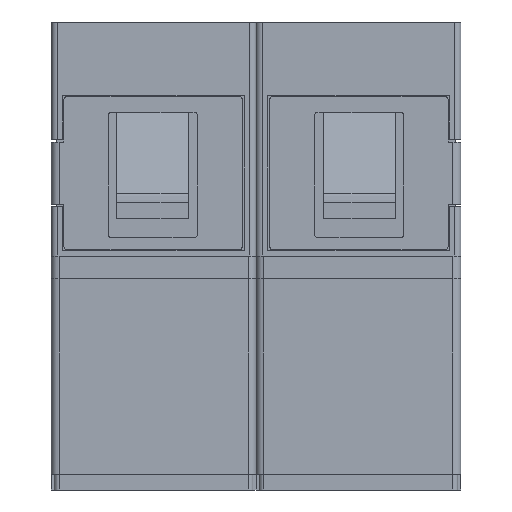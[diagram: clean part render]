
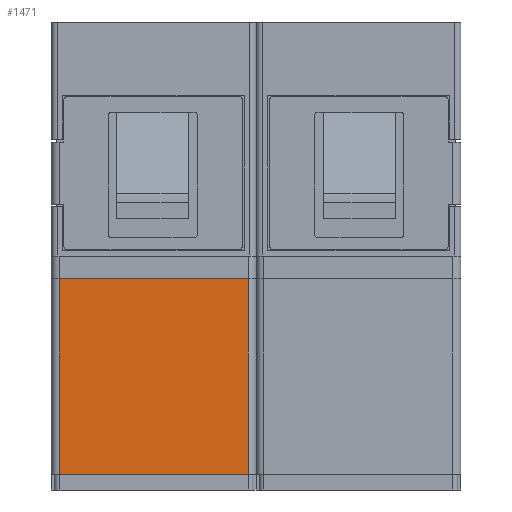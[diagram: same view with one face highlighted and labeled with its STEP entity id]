
A CAD part, front view. The second image highlights one B-rep face of the part: STEP entity #1471.
In plain terms, the highlighted planar face has unit normal (0, -1, 0).
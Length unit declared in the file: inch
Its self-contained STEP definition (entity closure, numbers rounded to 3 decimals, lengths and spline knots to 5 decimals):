
#597 = EDGE_CURVE ( 'NONE', #12929, #13293, #18046, .T. ) ;
#726 = ORIENTED_EDGE ( 'NONE', *, *, #14624, .F. ) ;
#760 = VECTOR ( 'NONE', #9327, 39.37008 ) ;
#840 = DIRECTION ( 'NONE',  ( 0., 0., -1. ) ) ;
#1106 = ORIENTED_EDGE ( 'NONE', *, *, #597, .T. ) ;
#1246 = EDGE_LOOP ( 'NONE', ( #27469, #726, #1106, #26517 ) ) ;
#1471 = ADVANCED_FACE ( 'NONE', ( #10145 ), #5699, .T. ) ;
#2299 = CARTESIAN_POINT ( 'NONE',  ( -0.23327, -0.22047, 0. ) ) ;
#2719 = EDGE_CURVE ( 'NONE', #7714, #13293, #11346, .T. ) ;
#3329 = DIRECTION ( 'NONE',  ( 0., 0., 1. ) ) ;
#5617 = DIRECTION ( 'NONE',  ( -1., 0., 0. ) ) ;
#5699 = PLANE ( 'NONE',  #24354 ) ;
#6397 = CARTESIAN_POINT ( 'NONE',  ( 0.23327, -0.22047, 0. ) ) ;
#6511 = VERTEX_POINT ( 'NONE', #29616 ) ;
#7708 = CARTESIAN_POINT ( 'NONE',  ( -0.23327, -0.22047, -0.0567 ) ) ;
#7714 = VERTEX_POINT ( 'NONE', #7708 ) ;
#9327 = DIRECTION ( 'NONE',  ( 0., 0., -1. ) ) ;
#9982 = CARTESIAN_POINT ( 'NONE',  ( 0., -0.22047, 0. ) ) ;
#10145 = FACE_OUTER_BOUND ( 'NONE', #1246, .T. ) ;
#11346 = LINE ( 'NONE', #25248, #16129 ) ;
#12929 = VERTEX_POINT ( 'NONE', #16538 ) ;
#13293 = VERTEX_POINT ( 'NONE', #29183 ) ;
#13944 = LINE ( 'NONE', #2299, #760 ) ;
#14624 = EDGE_CURVE ( 'NONE', #12929, #6511, #22636, .T. ) ;
#16129 = VECTOR ( 'NONE', #23120, 39.37008 ) ;
#16538 = CARTESIAN_POINT ( 'NONE',  ( 0.23327, -0.22047, -0.53819 ) ) ;
#16875 = DIRECTION ( 'NONE',  ( 0., -1., 0. ) ) ;
#18046 = LINE ( 'NONE', #6397, #18955 ) ;
#18955 = VECTOR ( 'NONE', #3329, 39.37008 ) ;
#19976 = EDGE_CURVE ( 'NONE', #7714, #6511, #13944, .T. ) ;
#22636 = LINE ( 'NONE', #24466, #24419 ) ;
#23120 = DIRECTION ( 'NONE',  ( 1., 0., 0. ) ) ;
#24354 = AXIS2_PLACEMENT_3D ( 'NONE', #9982, #16875, #840 ) ;
#24419 = VECTOR ( 'NONE', #5617, 39.37008 ) ;
#24466 = CARTESIAN_POINT ( 'NONE',  ( -0.23327, -0.22047, -0.53819 ) ) ;
#25248 = CARTESIAN_POINT ( 'NONE',  ( 0., -0.22047, -0.0567 ) ) ;
#26517 = ORIENTED_EDGE ( 'NONE', *, *, #2719, .F. ) ;
#27469 = ORIENTED_EDGE ( 'NONE', *, *, #19976, .T. ) ;
#29183 = CARTESIAN_POINT ( 'NONE',  ( 0.23327, -0.22047, -0.0567 ) ) ;
#29616 = CARTESIAN_POINT ( 'NONE',  ( -0.23327, -0.22047, -0.53819 ) ) ;
